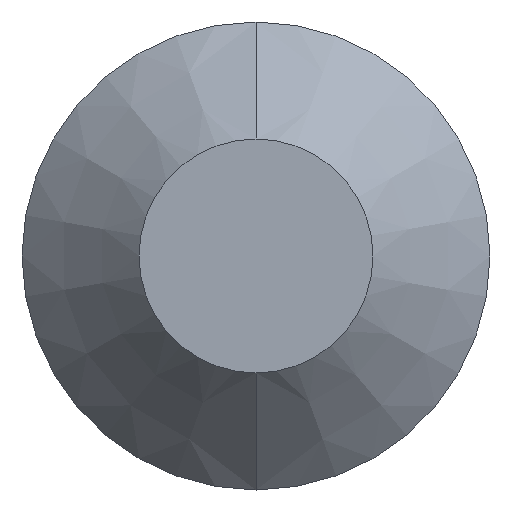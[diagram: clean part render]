
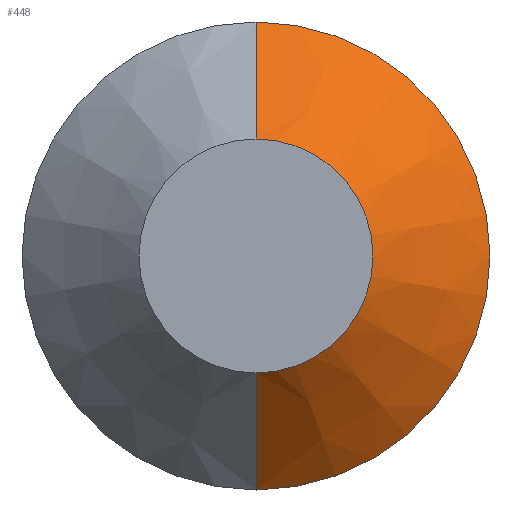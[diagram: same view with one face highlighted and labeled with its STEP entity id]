
A CAD part, front view. The second image highlights one B-rep face of the part: STEP entity #448.
In plain terms, the highlighted conical face has half-angle 45 degrees and reference radius 4 mm.
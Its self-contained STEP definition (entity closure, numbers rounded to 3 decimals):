
#67 = EDGE_LOOP ( 'NONE', ( #170, #172, #171, #173 ) ) ;
#133 = VERTEX_POINT ( 'NONE', #725 ) ;
#134 = VERTEX_POINT ( 'NONE', #834 ) ;
#146 = VERTEX_POINT ( 'NONE', #842 ) ;
#158 = VERTEX_POINT ( 'NONE', #853 ) ;
#170 = ORIENTED_EDGE ( 'NONE', *, *, #423, .T. ) ;
#171 = ORIENTED_EDGE ( 'NONE', *, *, #502, .F. ) ;
#172 = ORIENTED_EDGE ( 'NONE', *, *, #420, .T. ) ;
#173 = ORIENTED_EDGE ( 'NONE', *, *, #421, .F. ) ;
#211 = LINE ( 'NONE', #765, #553 ) ;
#212 = LINE ( 'NONE', #808, #566 ) ;
#228 = FACE_OUTER_BOUND ( 'NONE', #67, .T. ) ;
#253 = CIRCLE ( 'NONE', #266, 4. ) ;
#266 = AXIS2_PLACEMENT_3D ( 'NONE', #402, #400, #399 ) ;
#293 = CONICAL_SURFACE ( 'NONE', #306, 4., 0.785 ) ;
#306 = AXIS2_PLACEMENT_3D ( 'NONE', #667, #683, #638 ) ;
#399 = DIRECTION ( 'NONE',  ( 0., 0., 1. ) ) ;
#400 = DIRECTION ( 'NONE',  ( 0., 1., 0. ) ) ;
#402 = CARTESIAN_POINT ( 'NONE',  ( 0., -0.3, 0. ) ) ;
#420 = EDGE_CURVE ( 'NONE', #146, #133, #211, .T. ) ;
#421 = EDGE_CURVE ( 'NONE', #134, #158, #212, .T. ) ;
#423 = EDGE_CURVE ( 'NONE', #134, #146, #552, .T. ) ;
#448 = ADVANCED_FACE ( 'NONE', ( #228 ), #293, .T. ) ;
#502 = EDGE_CURVE ( 'NONE', #158, #133, #253, .T. ) ;
#552 = CIRCLE ( 'NONE', #557, 2. ) ;
#553 = VECTOR ( 'NONE', #766, 1000. ) ;
#557 = AXIS2_PLACEMENT_3D ( 'NONE', #809, #838, #855 ) ;
#566 = VECTOR ( 'NONE', #806, 1000. ) ;
#638 = DIRECTION ( 'NONE',  ( 0., 0., 1. ) ) ;
#667 = CARTESIAN_POINT ( 'NONE',  ( 0., -0.3, 0. ) ) ;
#683 = DIRECTION ( 'NONE',  ( 0., 1., 0. ) ) ;
#725 = CARTESIAN_POINT ( 'NONE',  ( 0., -0.3, -4. ) ) ;
#765 = CARTESIAN_POINT ( 'NONE',  ( 0., -0.3, -4. ) ) ;
#766 = DIRECTION ( 'NONE',  ( 0., 0.707, -0.707 ) ) ;
#806 = DIRECTION ( 'NONE',  ( 0., 0.707, 0.707 ) ) ;
#808 = CARTESIAN_POINT ( 'NONE',  ( 0., -0.3, 4. ) ) ;
#809 = CARTESIAN_POINT ( 'NONE',  ( 0., -2.3, 0. ) ) ;
#834 = CARTESIAN_POINT ( 'NONE',  ( 0., -2.3, 2. ) ) ;
#838 = DIRECTION ( 'NONE',  ( 0., 1., 0. ) ) ;
#842 = CARTESIAN_POINT ( 'NONE',  ( 0., -2.3, -2. ) ) ;
#853 = CARTESIAN_POINT ( 'NONE',  ( 0., -0.3, 4. ) ) ;
#855 = DIRECTION ( 'NONE',  ( 0., 0., 1. ) ) ;
